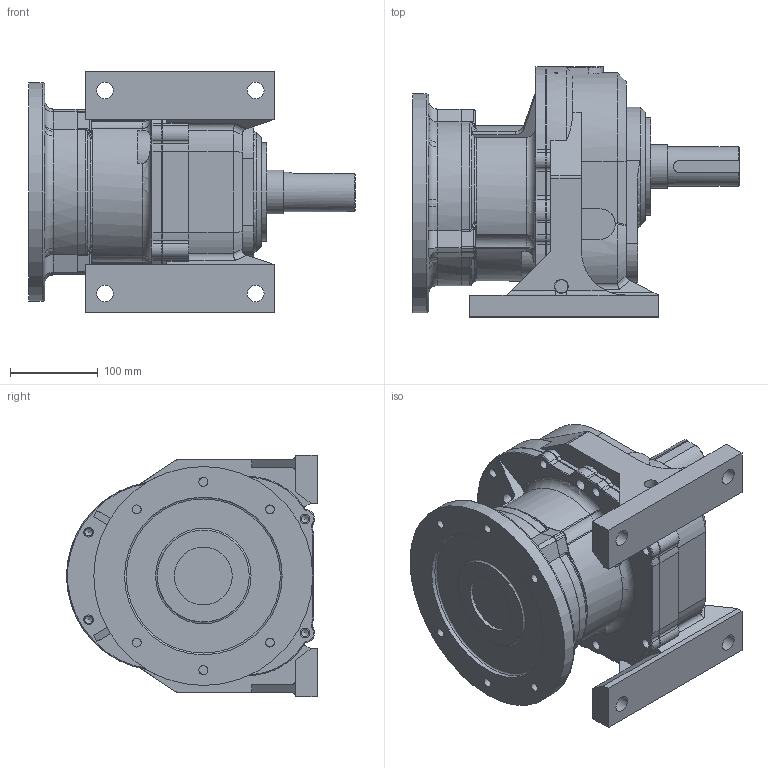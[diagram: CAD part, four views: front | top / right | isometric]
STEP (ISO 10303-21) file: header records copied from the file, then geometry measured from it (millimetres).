
FILE_DESCRIPTION (( 'STEP AP214' ), '1' );
FILE_NAME ('EK2DO07805H001_F1HF_2.2KW_R5.stp', '2022-07-03T23:46:50', ( 'Windows 餌辨濠' ), ( '' ), 'SwSTEP 2.0', 'SolidWorks 2021', '' );
FILE_SCHEMA (( 'AUTOMOTIVE_DESIGN' ));
Length unit declared in the file: millimetre
Products named in the file (5): 17_2.2; CASING_DKA0102309; DKG1300340__2.2; EK2DO07805H001_F1HF_2.2KW_R5; DKA0800223_BRACKET
Assembly tree (4 placements, depth 2):
  EK2DO07805H001_F1HF_2.2KW_R5
    CASING_DKA0102309
    DKG1300340__2.2
    17_2.2
    DKA0800223_BRACKET
Bounding box: 372.5 x 286 x 276 mm (x, y, z)
Volume: 10784660.6 mm3; surface area: 640067.6 mm2
Topology: 4 solids, 4 shells, 522 faces, 1346 edges, 827 vertices
Faces by surface type: cylinder 200, plane 117, torus 110, bspline 58, cone 31, sphere 6
Full cylindrical faces by diameter (mm): 2.7 x2, 6.8 x3, 8.5 x8, 9 x3, 10.2 x6, 11 x8, 13 x4, 19 x4, 45 x1, 50 x1, 66 x1, 112 x1, 180 x1, 250 x1
Entity records: 19731 total; most frequent: CARTESIAN_POINT 7164, DIRECTION 2591, ORIENTED_EDGE 2468, EDGE_CURVE 1234, AXIS2_PLACEMENT_3D 1097, VERTEX_POINT 788, EDGE_LOOP 638, CIRCLE 626
